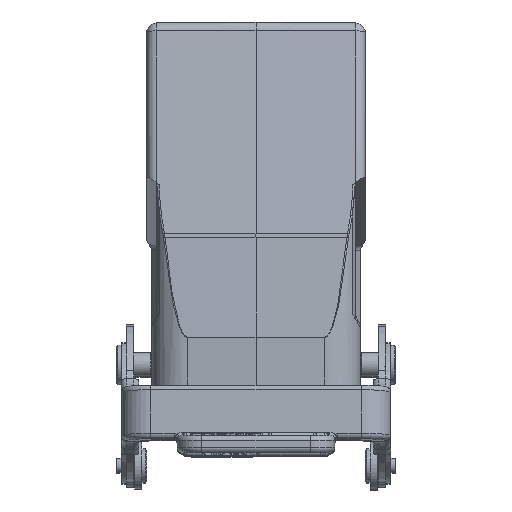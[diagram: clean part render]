
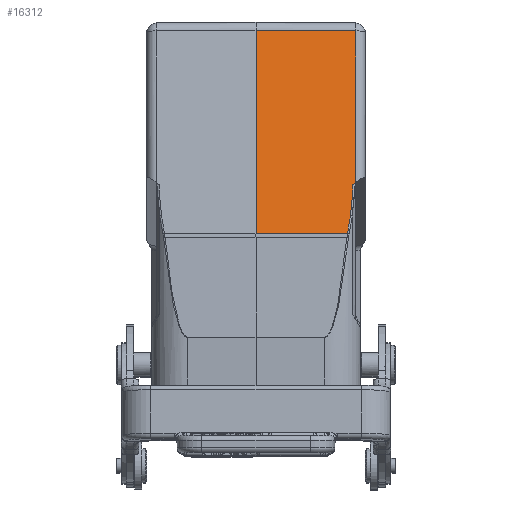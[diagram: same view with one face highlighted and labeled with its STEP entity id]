
A CAD part, top view. The second image highlights one B-rep face of the part: STEP entity #16312.
In plain terms, the highlighted planar face has unit normal (0.009, 0.174, 0.985).
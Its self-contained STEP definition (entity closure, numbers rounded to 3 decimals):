
#7606=ELLIPSE('',#36735,40.313,7.);
#8899=CIRCLE('',#36648,62.334);
#10148=PLANE('',#36736);
#12345=LINE('',#58433,#14679);
#12346=LINE('',#58437,#14680);
#12390=LINE('',#58826,#14724);
#12391=LINE('',#58828,#14725);
#12392=LINE('',#58830,#14726);
#14679=VECTOR('',#43761,1.);
#14680=VECTOR('',#43766,1.);
#14724=VECTOR('',#43986,1.);
#14725=VECTOR('',#43989,1.);
#14726=VECTOR('',#43990,1.);
#16312=ADVANCED_FACE('',(#17809),#10148,.T.);
#17809=FACE_OUTER_BOUND('',#19653,.T.);
#19653=EDGE_LOOP('',(#27230,#27231,#27232,#27233,#27234,#27235,#27236));
#27230=ORIENTED_EDGE('',*,*,#33558,.F.);
#27231=ORIENTED_EDGE('',*,*,#33553,.F.);
#27232=ORIENTED_EDGE('',*,*,#33551,.T.);
#27233=ORIENTED_EDGE('',*,*,#33657,.F.);
#27234=ORIENTED_EDGE('',*,*,#33658,.F.);
#27235=ORIENTED_EDGE('',*,*,#33659,.T.);
#27236=ORIENTED_EDGE('',*,*,#33660,.F.);
#29785=VERTEX_POINT('',#58430);
#29786=VERTEX_POINT('',#58434);
#29787=VERTEX_POINT('',#58438);
#29790=VERTEX_POINT('',#58463);
#29838=VERTEX_POINT('',#58817);
#29840=VERTEX_POINT('',#58829);
#29841=VERTEX_POINT('',#58831);
#33551=EDGE_CURVE('',#29786,#29785,#12345,.T.);
#33553=EDGE_CURVE('',#29786,#29787,#12346,.T.);
#33558=EDGE_CURVE('',#29787,#29790,#8899,.T.);
#33657=EDGE_CURVE('',#29838,#29785,#12390,.T.);
#33658=EDGE_CURVE('',#29840,#29838,#12391,.T.);
#33659=EDGE_CURVE('',#29840,#29841,#12392,.T.);
#33660=EDGE_CURVE('',#29790,#29841,#7606,.T.);
#36648=AXIS2_PLACEMENT_3D('',#58468,#43771,#43772);
#36735=AXIS2_PLACEMENT_3D('',#58832,#43991,#43992);
#36736=AXIS2_PLACEMENT_3D('',#58833,#43993,#43994);
#43761=DIRECTION('',(0.,0.985,-0.174));
#43766=DIRECTION('',(-0.762,-0.637,0.119));
#43771=DIRECTION('',(-0.009,-0.174,-0.985));
#43772=DIRECTION('',(0.,-0.985,0.174));
#43986=DIRECTION('',(1.,-0.009,-0.007));
#43989=DIRECTION('',(0.,0.985,-0.174));
#43990=DIRECTION('',(1.,-0.001,-0.009));
#43991=DIRECTION('',(-0.009,-0.174,-0.985));
#43992=DIRECTION('',(0.002,-0.985,0.174));
#43993=DIRECTION('',(0.009,0.174,0.985));
#43994=DIRECTION('',(0.,-0.985,0.174));
#58430=CARTESIAN_POINT('',(20.517,19.584,50.546));
#58433=CARTESIAN_POINT('',(20.517,-11.704,56.062));
#58434=CARTESIAN_POINT('',(20.517,-11.704,56.062));
#58437=CARTESIAN_POINT('',(20.517,-11.704,56.062));
#58438=CARTESIAN_POINT('',(19.963,-12.168,56.149));
#58463=CARTESIAN_POINT('',(19.449,-18.497,57.27));
#58468=CARTESIAN_POINT('',(-42.345,-10.389,56.388));
#58817=CARTESIAN_POINT('',(0.,19.763,50.696));
#58826=CARTESIAN_POINT('',(-0.012,19.763,50.696));
#58828=CARTESIAN_POINT('',(0.,-22.153,58.087));
#58829=CARTESIAN_POINT('',(0.,-22.155,58.087));
#58830=CARTESIAN_POINT('',(0.017,-22.155,58.087));
#58831=CARTESIAN_POINT('',(18.848,-22.176,57.924));
#58832=CARTESIAN_POINT('',(14.004,6.729,52.87));
#58833=CARTESIAN_POINT('',(0.,21.415,50.404));
